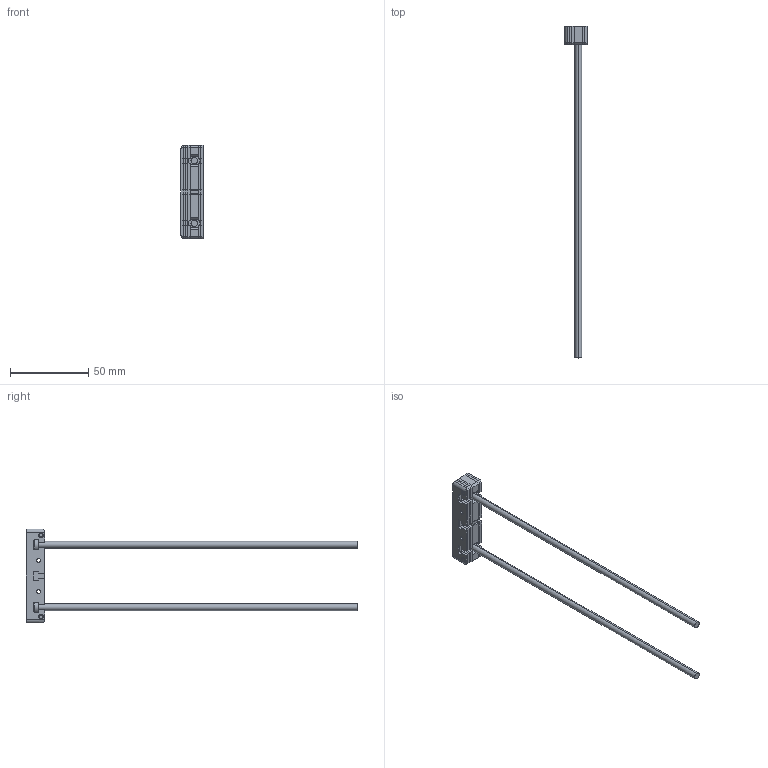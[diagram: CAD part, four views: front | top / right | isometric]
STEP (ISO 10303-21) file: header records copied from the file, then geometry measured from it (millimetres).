
FILE_DESCRIPTION (( 'STEP AP203' ), '1' );
FILE_NAME ('6f33.STEP', '2023-01-31T11:59:18', ( '' ), ( '' ), 'SwSTEP 2.0', 'SolidWorks 2019', '' );
FILE_SCHEMA (( 'CONFIG_CONTROL_DESIGN' ));
Length unit declared in the file: millimetre
Products named in the file (6): Pin_60 9d08976c0d6555d31b3145c4a39ce484; Lamela_60_R 9d08976c0d6555d31b3145c4a39ce484; 6f33; Bolt_60 9d08976c0d6555d31b3145c4a39ce484; Lamela_60 9d08976c0d6555d31b3145c4a39ce484; Lamellar_Gas_Vent_ISGL60 9d08976c0d6555d31b3145c4a39ce484
Assembly tree (10 placements, depth 2):
  6f33
    Lamellar_Gas_Vent_ISGL60 9d08976c0d6555d31b3145c4a39ce484
    Lamela_60 9d08976c0d6555d31b3145c4a39ce484  x4
    Lamela_60_R 9d08976c0d6555d31b3145c4a39ce484
    Bolt_60 9d08976c0d6555d31b3145c4a39ce484  x2
    Pin_60 9d08976c0d6555d31b3145c4a39ce484  x2
Bounding box: 14.08 x 212 x 60 mm (x, y, z)
Volume: 14753.2 mm3; surface area: 17721.3 mm2
Topology: 11 solids, 11 shells, 392 faces, 1088 edges, 720 vertices
Faces by surface type: plane 226, cylinder 150, cone 16
Entity records: 7824 total; most frequent: CARTESIAN_POINT 1240, DIRECTION 1238, ORIENTED_EDGE 1208, EDGE_CURVE 604, LINE 426, VECTOR 426, AXIS2_PLACEMENT_3D 406, VERTEX_POINT 400
